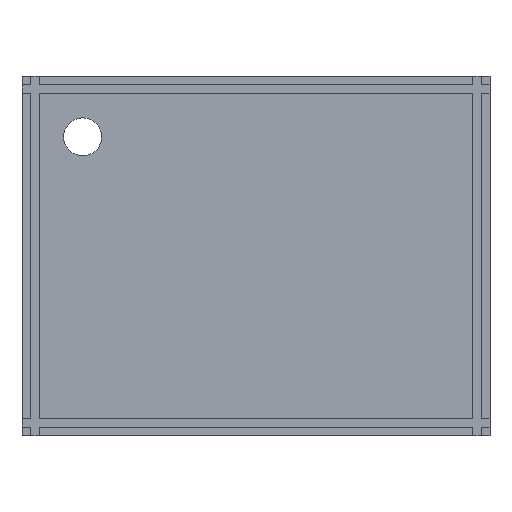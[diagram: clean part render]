
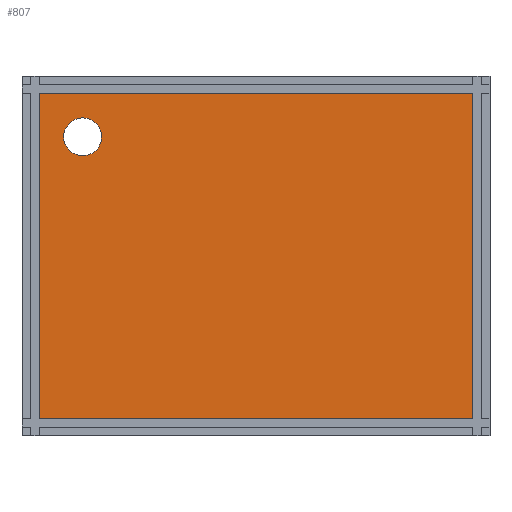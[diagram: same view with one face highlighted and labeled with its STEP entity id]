
A CAD part, front view. The second image highlights one B-rep face of the part: STEP entity #807.
In plain terms, the highlighted planar face has unit normal (0, -1, 0).
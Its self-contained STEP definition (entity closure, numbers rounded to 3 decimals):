
#17=FACE_BOUND('',#139,.T.);
#56=PLANE('',#863);
#96=FACE_OUTER_BOUND('',#138,.T.);
#138=EDGE_LOOP('',(#762,#763,#764,#765));
#139=EDGE_LOOP('',(#766));
#141=LINE('',#1069,#250);
#145=LINE('',#1077,#254);
#148=LINE('',#1083,#257);
#151=LINE('',#1088,#260);
#250=VECTOR('',#875,10.);
#254=VECTOR('',#881,10.);
#257=VECTOR('',#886,10.);
#260=VECTOR('',#891,10.);
#358=CIRCLE('',#823,17.5);
#360=VERTEX_POINT('',#1061);
#362=VERTEX_POINT('',#1067);
#363=VERTEX_POINT('',#1068);
#366=VERTEX_POINT('',#1076);
#368=VERTEX_POINT('',#1082);
#434=EDGE_CURVE('',#360,#360,#358,.T.);
#437=EDGE_CURVE('',#362,#363,#141,.T.);
#441=EDGE_CURVE('',#366,#362,#145,.T.);
#444=EDGE_CURVE('',#368,#366,#148,.T.);
#447=EDGE_CURVE('',#363,#368,#151,.T.);
#762=ORIENTED_EDGE('',*,*,#437,.T.);
#763=ORIENTED_EDGE('',*,*,#447,.T.);
#764=ORIENTED_EDGE('',*,*,#444,.T.);
#765=ORIENTED_EDGE('',*,*,#441,.T.);
#766=ORIENTED_EDGE('',*,*,#434,.T.);
#807=ADVANCED_FACE('',(#96,#17),#56,.F.);
#823=AXIS2_PLACEMENT_3D('',#1062,#868,#869);
#863=AXIS2_PLACEMENT_3D('',#1284,#1057,#1058);
#868=DIRECTION('center_axis',(0.,1.,0.));
#869=DIRECTION('ref_axis',(1.,0.,0.));
#875=DIRECTION('',(-1.,0.,0.));
#881=DIRECTION('',(0.,0.,1.));
#886=DIRECTION('',(1.,0.,0.));
#891=DIRECTION('',(0.,0.,-1.));
#1057=DIRECTION('center_axis',(0.,1.,0.));
#1058=DIRECTION('ref_axis',(1.,0.,0.));
#1061=CARTESIAN_POINT('',(22.5,0.,260.));
#1062=CARTESIAN_POINT('Origin',(40.,0.,260.));
#1067=CARTESIAN_POINT('',(400.,0.,300.));
#1068=CARTESIAN_POINT('',(0.,0.,300.));
#1069=CARTESIAN_POINT('',(300.,0.,300.));
#1076=CARTESIAN_POINT('',(400.,0.,0.));
#1077=CARTESIAN_POINT('',(400.,0.,75.));
#1082=CARTESIAN_POINT('',(0.,0.,0.));
#1083=CARTESIAN_POINT('',(100.,0.,0.));
#1088=CARTESIAN_POINT('',(0.,0.,225.));
#1284=CARTESIAN_POINT('Origin',(200.,0.,150.));
